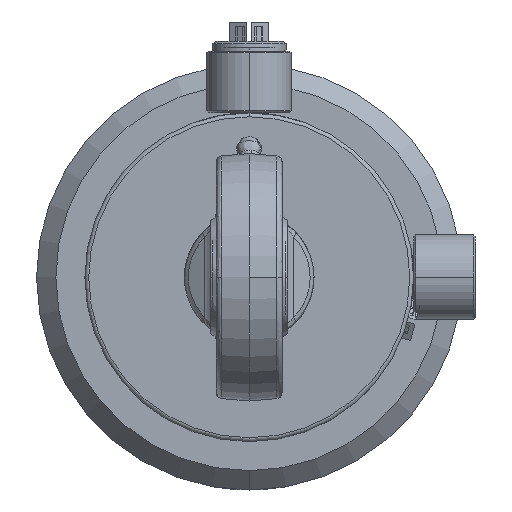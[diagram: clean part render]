
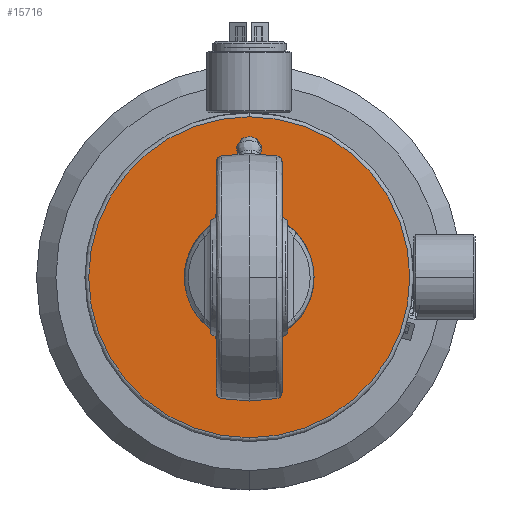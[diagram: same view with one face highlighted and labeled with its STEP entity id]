
A CAD part, left-side view. The second image highlights one B-rep face of the part: STEP entity #15716.
In plain terms, the highlighted planar face has unit normal (-1, 0, 0).
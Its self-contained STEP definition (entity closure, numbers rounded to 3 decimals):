
#879 = AXIS2_PLACEMENT_3D ( 'NONE', #12956, #17980, #6599 ) ;
#1583 = ORIENTED_EDGE ( 'NONE', *, *, #6428, .T. ) ;
#1739 = ORIENTED_EDGE ( 'NONE', *, *, #15375, .T. ) ;
#1994 = CARTESIAN_POINT ( 'NONE',  ( -10., 0., 0. ) ) ;
#3671 = AXIS2_PLACEMENT_3D ( 'NONE', #17683, #21026, #17253 ) ;
#5132 = CIRCLE ( 'NONE', #10628, 41.5 ) ;
#5137 = DIRECTION ( 'NONE',  ( -1., 0., 0. ) ) ;
#6428 = EDGE_CURVE ( 'NONE', #15584, #8584, #7142, .T. ) ;
#6599 = DIRECTION ( 'NONE',  ( 0., 0., 1. ) ) ;
#7142 = CIRCLE ( 'NONE', #19266, 2. ) ;
#7898 = FACE_BOUND ( 'NONE', #12508, .T. ) ;
#8576 = ORIENTED_EDGE ( 'NONE', *, *, #8765, .T. ) ;
#8584 = VERTEX_POINT ( 'NONE', #19613 ) ;
#8765 = EDGE_CURVE ( 'NONE', #20961, #20546, #5132, .T. ) ;
#9079 = ORIENTED_EDGE ( 'NONE', *, *, #16466, .T. ) ;
#9141 = DIRECTION ( 'NONE',  ( 0., 0., -1. ) ) ;
#9254 = CARTESIAN_POINT ( 'NONE',  ( -10., 0., 0. ) ) ;
#9486 = EDGE_LOOP ( 'NONE', ( #1739, #8576 ) ) ;
#9734 = PLANE ( 'NONE',  #879 ) ;
#10539 = CIRCLE ( 'NONE', #3671, 41.5 ) ;
#10628 = AXIS2_PLACEMENT_3D ( 'NONE', #16931, #5137, #15410 ) ;
#12508 = EDGE_LOOP ( 'NONE', ( #1583, #9079 ) ) ;
#12578 = DIRECTION ( 'NONE',  ( 1., 0., 0. ) ) ;
#12956 = CARTESIAN_POINT ( 'NONE',  ( -10., 0., 41.5 ) ) ;
#15042 = AXIS2_PLACEMENT_3D ( 'NONE', #1994, #16470, #15166 ) ;
#15166 = DIRECTION ( 'NONE',  ( 0., 0., -1. ) ) ;
#15375 = EDGE_CURVE ( 'NONE', #20546, #20961, #10539, .T. ) ;
#15410 = DIRECTION ( 'NONE',  ( 0., 0., 1. ) ) ;
#15584 = VERTEX_POINT ( 'NONE', #20262 ) ;
#15716 = ADVANCED_FACE ( 'NONE', ( #18176, #7898 ), #9734, .T. ) ;
#16466 = EDGE_CURVE ( 'NONE', #8584, #15584, #17484, .T. ) ;
#16470 = DIRECTION ( 'NONE',  ( 1., 0., 0. ) ) ;
#16931 = CARTESIAN_POINT ( 'NONE',  ( -10., 0., 0. ) ) ;
#17048 = CARTESIAN_POINT ( 'NONE',  ( -10., 0., 41.5 ) ) ;
#17253 = DIRECTION ( 'NONE',  ( 0., 0., 1. ) ) ;
#17484 = CIRCLE ( 'NONE', #15042, 2. ) ;
#17683 = CARTESIAN_POINT ( 'NONE',  ( -10., 0., 0. ) ) ;
#17980 = DIRECTION ( 'NONE',  ( -1., 0., 0. ) ) ;
#18176 = FACE_OUTER_BOUND ( 'NONE', #9486, .T. ) ;
#19168 = CARTESIAN_POINT ( 'NONE',  ( -10., 0., -41.5 ) ) ;
#19266 = AXIS2_PLACEMENT_3D ( 'NONE', #9254, #12578, #9141 ) ;
#19613 = CARTESIAN_POINT ( 'NONE',  ( -10., 0., 2. ) ) ;
#20262 = CARTESIAN_POINT ( 'NONE',  ( -10., 0., -2. ) ) ;
#20546 = VERTEX_POINT ( 'NONE', #17048 ) ;
#20961 = VERTEX_POINT ( 'NONE', #19168 ) ;
#21026 = DIRECTION ( 'NONE',  ( -1., 0., 0. ) ) ;
